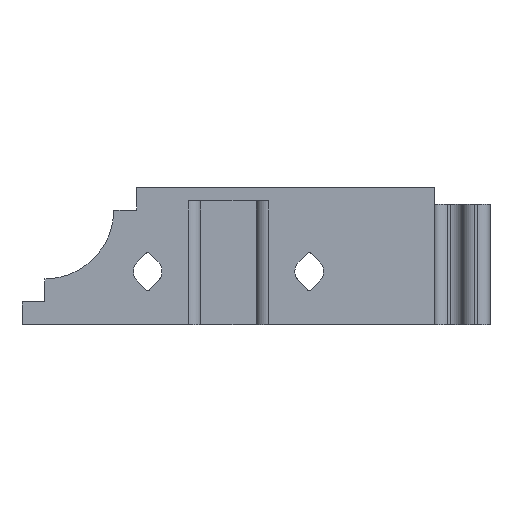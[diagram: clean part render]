
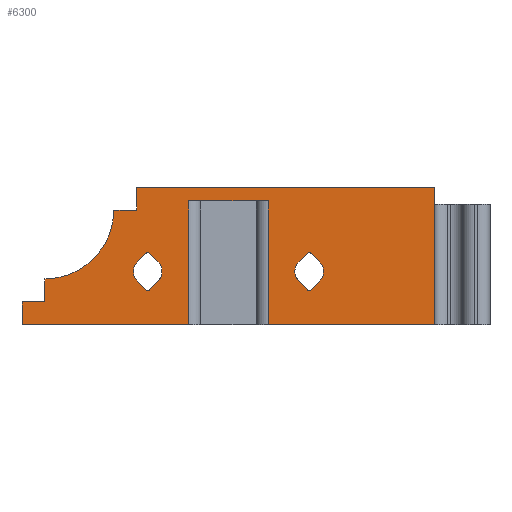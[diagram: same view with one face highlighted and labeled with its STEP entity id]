
A CAD part, front view. The second image highlights one B-rep face of the part: STEP entity #6300.
In plain terms, the highlighted planar face has unit normal (0, -1, 0).
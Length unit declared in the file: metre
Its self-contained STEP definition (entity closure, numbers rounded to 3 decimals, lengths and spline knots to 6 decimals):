
#183=CIRCLE('',#6795,0.01);
#184=CIRCLE('',#6796,0.0004);
#185=CIRCLE('',#6797,0.002075);
#186=CIRCLE('',#6798,0.0004);
#187=CIRCLE('',#6799,0.002075);
#188=CIRCLE('',#6800,0.0004);
#189=CIRCLE('',#6801,0.002075);
#190=CIRCLE('',#6802,0.0004);
#191=CIRCLE('',#6803,0.002075);
#1155=ORIENTED_EDGE('',*,*,#2917,.F.);
#1156=ORIENTED_EDGE('',*,*,#2918,.T.);
#1157=ORIENTED_EDGE('',*,*,#2607,.F.);
#1158=ORIENTED_EDGE('',*,*,#2919,.F.);
#1159=ORIENTED_EDGE('',*,*,#2920,.F.);
#1160=ORIENTED_EDGE('',*,*,#2921,.T.);
#1161=ORIENTED_EDGE('',*,*,#2659,.F.);
#1162=ORIENTED_EDGE('',*,*,#2922,.T.);
#1163=ORIENTED_EDGE('',*,*,#2432,.T.);
#1164=ORIENTED_EDGE('',*,*,#2923,.F.);
#1165=ORIENTED_EDGE('',*,*,#2924,.F.);
#1166=ORIENTED_EDGE('',*,*,#2925,.F.);
#1167=ORIENTED_EDGE('',*,*,#2926,.F.);
#1168=ORIENTED_EDGE('',*,*,#2927,.F.);
#1169=ORIENTED_EDGE('',*,*,#2928,.F.);
#1170=ORIENTED_EDGE('',*,*,#2929,.T.);
#1171=ORIENTED_EDGE('',*,*,#2930,.F.);
#1172=ORIENTED_EDGE('',*,*,#2931,.T.);
#1173=ORIENTED_EDGE('',*,*,#2932,.F.);
#1174=ORIENTED_EDGE('',*,*,#2933,.F.);
#1175=ORIENTED_EDGE('',*,*,#2934,.F.);
#1176=ORIENTED_EDGE('',*,*,#2935,.F.);
#1177=ORIENTED_EDGE('',*,*,#2936,.F.);
#1178=ORIENTED_EDGE('',*,*,#2937,.T.);
#1179=ORIENTED_EDGE('',*,*,#2938,.F.);
#1180=ORIENTED_EDGE('',*,*,#2939,.T.);
#1181=ORIENTED_EDGE('',*,*,#2940,.F.);
#1182=ORIENTED_EDGE('',*,*,#2941,.F.);
#1183=ORIENTED_EDGE('',*,*,#2942,.F.);
#2432=EDGE_CURVE('',#3369,#3368,#3997,.F.);
#2607=EDGE_CURVE('',#3519,#3520,#4133,.F.);
#2659=EDGE_CURVE('',#3571,#3572,#4161,.F.);
#2917=EDGE_CURVE('',#3770,#3771,#4314,.T.);
#2918=EDGE_CURVE('',#3770,#3520,#4315,.T.);
#2919=EDGE_CURVE('',#3772,#3519,#4316,.T.);
#2920=EDGE_CURVE('',#3773,#3772,#4317,.F.);
#2921=EDGE_CURVE('',#3773,#3572,#4318,.F.);
#2922=EDGE_CURVE('',#3571,#3369,#4319,.T.);
#2923=EDGE_CURVE('',#3774,#3368,#4320,.T.);
#2924=EDGE_CURVE('',#3775,#3774,#4321,.T.);
#2925=EDGE_CURVE('',#3776,#3775,#183,.T.);
#2926=EDGE_CURVE('',#3771,#3776,#4322,.T.);
#2927=EDGE_CURVE('',#3777,#3778,#4323,.T.);
#2928=EDGE_CURVE('',#3779,#3777,#184,.T.);
#2929=EDGE_CURVE('',#3779,#3780,#4324,.T.);
#2930=EDGE_CURVE('',#3781,#3780,#185,.T.);
#2931=EDGE_CURVE('',#3781,#3782,#4325,.T.);
#2932=EDGE_CURVE('',#3783,#3782,#186,.T.);
#2933=EDGE_CURVE('',#3784,#3783,#4326,.T.);
#2934=EDGE_CURVE('',#3778,#3784,#187,.T.);
#2935=EDGE_CURVE('',#3785,#3786,#4327,.T.);
#2936=EDGE_CURVE('',#3787,#3785,#188,.T.);
#2937=EDGE_CURVE('',#3787,#3788,#4328,.T.);
#2938=EDGE_CURVE('',#3789,#3788,#189,.T.);
#2939=EDGE_CURVE('',#3789,#3790,#4329,.T.);
#2940=EDGE_CURVE('',#3791,#3790,#190,.T.);
#2941=EDGE_CURVE('',#3792,#3791,#4330,.T.);
#2942=EDGE_CURVE('',#3786,#3792,#191,.T.);
#3368=VERTEX_POINT('',#9091);
#3369=VERTEX_POINT('',#9093);
#3519=VERTEX_POINT('',#9477);
#3520=VERTEX_POINT('',#9478);
#3571=VERTEX_POINT('',#9580);
#3572=VERTEX_POINT('',#9582);
#3770=VERTEX_POINT('',#10152);
#3771=VERTEX_POINT('',#10153);
#3772=VERTEX_POINT('',#10156);
#3773=VERTEX_POINT('',#10158);
#3774=VERTEX_POINT('',#10162);
#3775=VERTEX_POINT('',#10164);
#3776=VERTEX_POINT('',#10166);
#3777=VERTEX_POINT('',#10169);
#3778=VERTEX_POINT('',#10170);
#3779=VERTEX_POINT('',#10172);
#3780=VERTEX_POINT('',#10174);
#3781=VERTEX_POINT('',#10176);
#3782=VERTEX_POINT('',#10178);
#3783=VERTEX_POINT('',#10180);
#3784=VERTEX_POINT('',#10182);
#3785=VERTEX_POINT('',#10185);
#3786=VERTEX_POINT('',#10186);
#3787=VERTEX_POINT('',#10188);
#3788=VERTEX_POINT('',#10190);
#3789=VERTEX_POINT('',#10192);
#3790=VERTEX_POINT('',#10194);
#3791=VERTEX_POINT('',#10196);
#3792=VERTEX_POINT('',#10198);
#3997=LINE('',#9092,#4668);
#4133=LINE('',#9476,#4804);
#4161=LINE('',#9581,#4832);
#4314=LINE('',#10151,#4985);
#4315=LINE('',#10154,#4986);
#4316=LINE('',#10155,#4987);
#4317=LINE('',#10157,#4988);
#4318=LINE('',#10159,#4989);
#4319=LINE('',#10160,#4990);
#4320=LINE('',#10161,#4991);
#4321=LINE('',#10163,#4992);
#4322=LINE('',#10167,#4993);
#4323=LINE('',#10168,#4994);
#4324=LINE('',#10173,#4995);
#4325=LINE('',#10177,#4996);
#4326=LINE('',#10181,#4997);
#4327=LINE('',#10184,#4998);
#4328=LINE('',#10189,#4999);
#4329=LINE('',#10193,#5000);
#4330=LINE('',#10197,#5001);
#4668=VECTOR('',#7194,1.);
#4804=VECTOR('',#7460,1.);
#4832=VECTOR('',#7536,1.);
#4985=VECTOR('',#7927,1.);
#4986=VECTOR('',#7928,1.);
#4987=VECTOR('',#7929,1.);
#4988=VECTOR('',#7930,1.);
#4989=VECTOR('',#7931,1.);
#4990=VECTOR('',#7932,1.);
#4991=VECTOR('',#7933,1.);
#4992=VECTOR('',#7934,1.);
#4993=VECTOR('',#7937,1.);
#4994=VECTOR('',#7938,1.);
#4995=VECTOR('',#7941,1.);
#4996=VECTOR('',#7944,1.);
#4997=VECTOR('',#7947,1.);
#4998=VECTOR('',#7950,1.);
#4999=VECTOR('',#7953,1.);
#5000=VECTOR('',#7956,1.);
#5001=VECTOR('',#7959,1.);
#5402=EDGE_LOOP('',(#1155,#1156,#1157,#1158,#1159,#1160,#1161,#1162,#1163,
#1164,#1165,#1166,#1167));
#5403=EDGE_LOOP('',(#1168,#1169,#1170,#1171,#1172,#1173,#1174,#1175));
#5404=EDGE_LOOP('',(#1176,#1177,#1178,#1179,#1180,#1181,#1182,#1183));
#5755=FACE_BOUND('',#5402,.T.);
#5756=FACE_BOUND('',#5403,.T.);
#5757=FACE_BOUND('',#5404,.T.);
#6049=PLANE('',#6794);
#6300=ADVANCED_FACE('',(#5755,#5756,#5757),#6049,.T.);
#6794=AXIS2_PLACEMENT_3D('',#10150,#7925,#7926);
#6795=AXIS2_PLACEMENT_3D('',#10165,#7935,#7936);
#6796=AXIS2_PLACEMENT_3D('',#10171,#7939,#7940);
#6797=AXIS2_PLACEMENT_3D('',#10175,#7942,#7943);
#6798=AXIS2_PLACEMENT_3D('',#10179,#7945,#7946);
#6799=AXIS2_PLACEMENT_3D('',#10183,#7948,#7949);
#6800=AXIS2_PLACEMENT_3D('',#10187,#7951,#7952);
#6801=AXIS2_PLACEMENT_3D('',#10191,#7954,#7955);
#6802=AXIS2_PLACEMENT_3D('',#10195,#7957,#7958);
#6803=AXIS2_PLACEMENT_3D('',#10199,#7960,#7961);
#7194=DIRECTION('',(1.,0.,0.));
#7460=DIRECTION('',(1.,0.,0.));
#7536=DIRECTION('',(1.,0.,0.));
#7925=DIRECTION('',(0.,-1.,0.));
#7926=DIRECTION('',(1.,0.,0.));
#7927=DIRECTION('',(1.,0.,0.));
#7928=DIRECTION('',(0.,0.,-1.));
#7929=DIRECTION('',(0.,0.,-1.));
#7930=DIRECTION('',(1.,0.,0.));
#7931=DIRECTION('',(0.,0.,1.));
#7932=DIRECTION('',(0.,0.,1.));
#7933=DIRECTION('',(0.,0.,1.));
#7934=DIRECTION('',(1.,0.,0.));
#7935=DIRECTION('',(0.,-1.,0.));
#7936=DIRECTION('',(1.,0.,0.));
#7937=DIRECTION('',(0.,0.,1.));
#7938=DIRECTION('',(0.707,0.,0.707));
#7939=DIRECTION('',(0.,-1.,0.));
#7940=DIRECTION('',(1.,0.,0.));
#7941=DIRECTION('',(-0.707,0.,0.707));
#7942=DIRECTION('',(0.,-1.,0.));
#7943=DIRECTION('',(1.,0.,0.));
#7944=DIRECTION('',(0.707,0.,0.707));
#7945=DIRECTION('',(0.,-1.,0.));
#7946=DIRECTION('',(1.,0.,0.));
#7947=DIRECTION('',(-0.707,0.,0.707));
#7948=DIRECTION('',(0.,-1.,0.));
#7949=DIRECTION('',(1.,0.,0.));
#7950=DIRECTION('',(0.707,0.,0.707));
#7951=DIRECTION('',(0.,-1.,0.));
#7952=DIRECTION('',(1.,0.,0.));
#7953=DIRECTION('',(-0.707,0.,0.707));
#7954=DIRECTION('',(0.,-1.,0.));
#7955=DIRECTION('',(1.,0.,0.));
#7956=DIRECTION('',(0.707,0.,0.707));
#7957=DIRECTION('',(0.,-1.,0.));
#7958=DIRECTION('',(1.,0.,0.));
#7959=DIRECTION('',(-0.707,0.,0.707));
#7960=DIRECTION('',(0.,-1.,0.));
#7961=DIRECTION('',(1.,0.,0.));
#9091=CARTESIAN_POINT('',(0.526667,0.630025,0.38));
#9092=CARTESIAN_POINT('',(0.497889,0.630025,0.38));
#9093=CARTESIAN_POINT('',(0.57,0.630025,0.38));
#9476=CARTESIAN_POINT('',(0.497889,0.630025,0.36));
#9477=CARTESIAN_POINT('',(0.534222,0.630025,0.36));
#9478=CARTESIAN_POINT('',(0.51,0.630025,0.36));
#9580=CARTESIAN_POINT('',(0.57,0.630025,0.36));
#9581=CARTESIAN_POINT('',(0.497889,0.630025,0.36));
#9582=CARTESIAN_POINT('',(0.545778,0.630025,0.36));
#10150=CARTESIAN_POINT('',(0.497889,0.630025,0.38));
#10151=CARTESIAN_POINT('',(0.497889,0.630025,0.363333));
#10152=CARTESIAN_POINT('',(0.51,0.630025,0.363333));
#10153=CARTESIAN_POINT('',(0.513333,0.630025,0.363333));
#10154=CARTESIAN_POINT('',(0.51,0.630025,0.38));
#10155=CARTESIAN_POINT('',(0.534222,0.630025,0.38));
#10156=CARTESIAN_POINT('',(0.534222,0.630025,0.378));
#10157=CARTESIAN_POINT('',(0.497889,0.630025,0.378));
#10158=CARTESIAN_POINT('',(0.545778,0.630025,0.378));
#10159=CARTESIAN_POINT('',(0.545778,0.630025,0.38));
#10160=CARTESIAN_POINT('',(0.57,0.630025,0.38));
#10161=CARTESIAN_POINT('',(0.526667,0.630025,0.38));
#10162=CARTESIAN_POINT('',(0.526667,0.630025,0.376667));
#10163=CARTESIAN_POINT('',(0.497889,0.630025,0.376667));
#10164=CARTESIAN_POINT('',(0.523333,0.630025,0.376667));
#10165=CARTESIAN_POINT('',(0.513333,0.630025,0.376667));
#10166=CARTESIAN_POINT('',(0.513333,0.630025,0.366667));
#10167=CARTESIAN_POINT('',(0.513333,0.630025,0.38));
#10168=CARTESIAN_POINT('',(0.520678,0.630025,0.357211));
#10169=CARTESIAN_POINT('',(0.528549,0.630025,0.365082));
#10170=CARTESIAN_POINT('',(0.529734,0.630025,0.366266));
#10171=CARTESIAN_POINT('',(0.528267,0.630025,0.365365));
#10172=CARTESIAN_POINT('',(0.527984,0.630025,0.365082));
#10173=CARTESIAN_POINT('',(0.505477,0.630025,0.387588));
#10174=CARTESIAN_POINT('',(0.526799,0.630025,0.366266));
#10175=CARTESIAN_POINT('',(0.528267,0.630025,0.367733));
#10176=CARTESIAN_POINT('',(0.526799,0.630025,0.369201));
#10177=CARTESIAN_POINT('',(0.517744,0.630025,0.360145));
#10178=CARTESIAN_POINT('',(0.527984,0.630025,0.370385));
#10179=CARTESIAN_POINT('',(0.528267,0.630025,0.370102));
#10180=CARTESIAN_POINT('',(0.528549,0.630025,0.370385));
#10181=CARTESIAN_POINT('',(0.508412,0.630025,0.390523));
#10182=CARTESIAN_POINT('',(0.529734,0.630025,0.369201));
#10183=CARTESIAN_POINT('',(0.528267,0.630025,0.367733));
#10184=CARTESIAN_POINT('',(0.532412,0.630025,0.345477));
#10185=CARTESIAN_POINT('',(0.552016,0.630025,0.365082));
#10186=CARTESIAN_POINT('',(0.553201,0.630025,0.366266));
#10187=CARTESIAN_POINT('',(0.551733,0.630025,0.365365));
#10188=CARTESIAN_POINT('',(0.551451,0.630025,0.365082));
#10189=CARTESIAN_POINT('',(0.517211,0.630025,0.399322));
#10190=CARTESIAN_POINT('',(0.550266,0.630025,0.366266));
#10191=CARTESIAN_POINT('',(0.551733,0.630025,0.367733));
#10192=CARTESIAN_POINT('',(0.550266,0.630025,0.369201));
#10193=CARTESIAN_POINT('',(0.529477,0.630025,0.348412));
#10194=CARTESIAN_POINT('',(0.551451,0.630025,0.370385));
#10195=CARTESIAN_POINT('',(0.551733,0.630025,0.370102));
#10196=CARTESIAN_POINT('',(0.552016,0.630025,0.370385));
#10197=CARTESIAN_POINT('',(0.520145,0.630025,0.402256));
#10198=CARTESIAN_POINT('',(0.553201,0.630025,0.369201));
#10199=CARTESIAN_POINT('',(0.551733,0.630025,0.367733));
